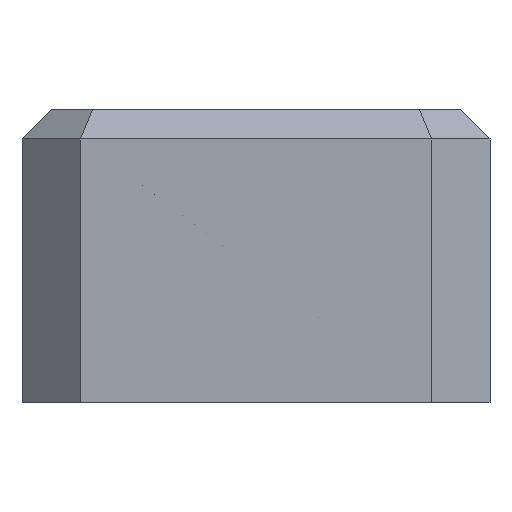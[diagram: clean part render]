
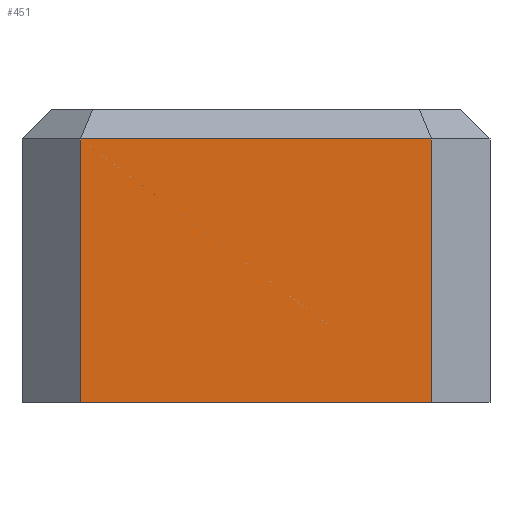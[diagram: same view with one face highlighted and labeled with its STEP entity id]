
A CAD part, left-side view. The second image highlights one B-rep face of the part: STEP entity #451.
In plain terms, the highlighted planar face has unit normal (-1, 0, 0).
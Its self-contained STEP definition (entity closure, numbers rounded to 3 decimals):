
#72=LINE('',#707,#116);
#94=LINE('',#750,#138);
#97=LINE('',#756,#141);
#98=LINE('',#757,#142);
#116=VECTOR('',#563,10.);
#138=VECTOR('',#601,10.);
#141=VECTOR('',#606,10.);
#142=VECTOR('',#607,12.);
#179=FACE_OUTER_BOUND('',#205,.T.);
#205=EDGE_LOOP('',(#362,#363,#364,#365));
#238=VERTEX_POINT('',#704);
#239=VERTEX_POINT('',#706);
#252=VERTEX_POINT('',#749);
#254=VERTEX_POINT('',#755);
#272=EDGE_CURVE('',#238,#239,#72,.T.);
#294=EDGE_CURVE('',#239,#252,#94,.T.);
#297=EDGE_CURVE('',#254,#238,#97,.T.);
#298=EDGE_CURVE('',#254,#252,#98,.T.);
#362=ORIENTED_EDGE('',*,*,#272,.F.);
#363=ORIENTED_EDGE('',*,*,#297,.F.);
#364=ORIENTED_EDGE('',*,*,#298,.T.);
#365=ORIENTED_EDGE('',*,*,#294,.F.);
#429=PLANE('',#504);
#451=ADVANCED_FACE('',(#179),#429,.T.);
#504=AXIS2_PLACEMENT_3D('',#754,#604,#605);
#563=DIRECTION('',(0.,-1.,0.));
#601=DIRECTION('',(0.,0.,-1.));
#604=DIRECTION('center_axis',(-1.,0.,0.));
#605=DIRECTION('ref_axis',(0.,0.,1.));
#606=DIRECTION('',(0.,0.,1.));
#607=DIRECTION('',(0.,-1.,0.));
#704=CARTESIAN_POINT('',(-15.,6.,9.));
#706=CARTESIAN_POINT('',(-15.,-6.,9.));
#707=CARTESIAN_POINT('',(-15.,4.,9.));
#749=CARTESIAN_POINT('',(-15.,-6.,0.));
#750=CARTESIAN_POINT('',(-15.,-6.,0.));
#754=CARTESIAN_POINT('Origin',(-15.,8.,0.));
#755=CARTESIAN_POINT('',(-15.,6.,0.));
#756=CARTESIAN_POINT('',(-15.,6.,0.));
#757=CARTESIAN_POINT('',(-15.,6.,0.));
